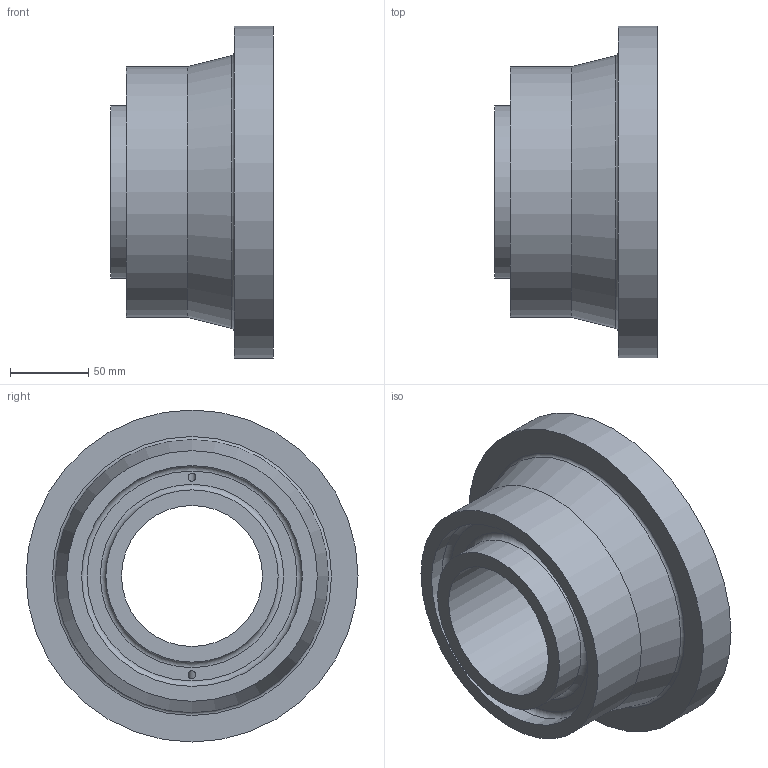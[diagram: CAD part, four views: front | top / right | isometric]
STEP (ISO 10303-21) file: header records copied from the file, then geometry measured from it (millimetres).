
FILE_DESCRIPTION( ( 'STEP AP214' ), '1' );
FILE_NAME( 'AGRU_11194161371_Poly-Flo Stub Flange_Flow-Through+groove for O-Ring_PPR grey_160_110 SDR17_11 (architecture400).stp', '2022-02-04T13:42:54', ( 'License CC BY-ND 4.0' ), ( 'CADENAS' ), ' ', 'PARTsolutions', ' ' );
FILE_SCHEMA( ( 'AUTOMOTIVE_DESIGN { 1 0 10303 214 1 1 1 1 }' ) );
Length unit declared in the file: millimetre
Products named in the file (1): _AGRU_11194161371_Poly-Flo Stub Flange_Flow-Through+groove for O-Ring_PPR grey_160/110  SDR17/11 (architecture400)
Bounding box: 104 x 212 x 212 mm (x, y, z)
Volume: 1656920.1 mm3; surface area: 157520.1 mm2
Topology: 1 solids, 1 shells, 35 faces, 69 edges, 43 vertices
Faces by surface type: cylinder 14, plane 11, torus 9, cone 1
Full cylindrical faces by diameter (mm): 5 x2, 90 x1, 101.4 x1, 110 x1, 111.4 x1, 141 x1, 160 x1, 163.143 x1, 171.3 x1, 181.3 x1, 212 x1
Entity records: 1126 total; most frequent: CARTESIAN_POINT 178, DIRECTION 148, ORIENTED_EDGE 88, AXIS2_PLACEMENT_3D 74, EDGE_LOOP 70, FACE_OUTER_BOUND 56, EDGE_CURVE 44, VERTEX_POINT 40
